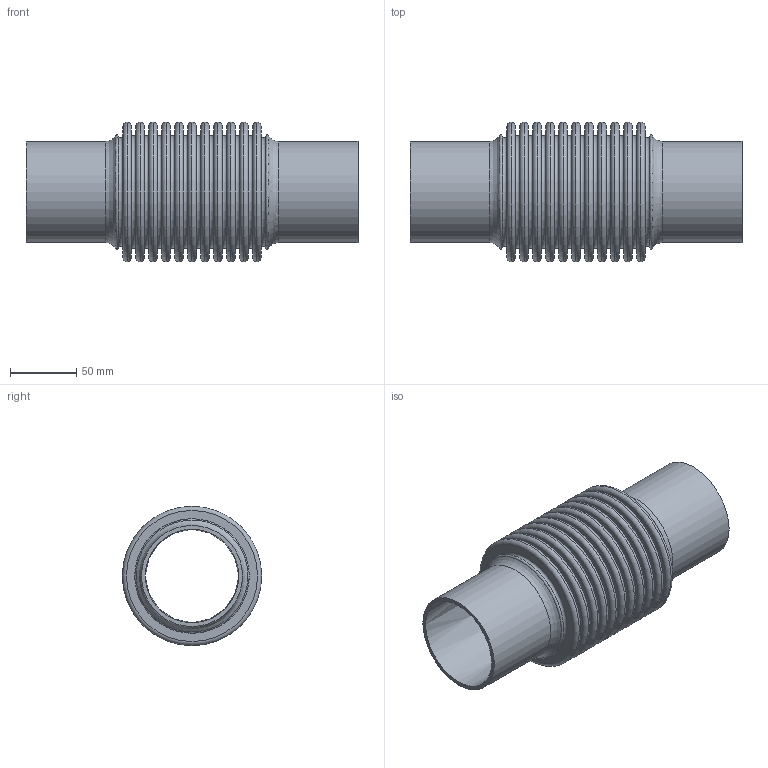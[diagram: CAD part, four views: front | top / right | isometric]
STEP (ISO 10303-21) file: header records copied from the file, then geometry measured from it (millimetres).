
FILE_DESCRIPTION(('HOOPS Exchange Step'),'2;1');
FILE_NAME('KP0502_DN65.stp','2025-11-03T14:09:02+01:00',('nieru'),('Unknown organisation'),'HOOPS Exchange 2024.2','HOOPS Exchange','Unknown authorisation');
FILE_SCHEMA( ('AP203_CONFIGURATION_CONTROLLED_3D_DESIGN_OF_MECHANICAL_PARTS_AND_ASSEMBLIES_MIM_LF') );
Length unit declared in the file: millimetre
Products named in the file (2): 0; root
Assembly tree (1 placements, depth 2):
  root
    0
Bounding box: 250 x 104.98 x 104.98 mm (x, y, z)
Volume: 260938 mm3; surface area: 238627.5 mm2
Topology: 1 solids, 1 shells, 132 faces, 235 edges, 151 vertices
Faces by surface type: torus 76, plane 48, bspline 4, cylinder 4
Full cylindrical faces by diameter (mm): 72.1 x2, 76.1 x2
Entity records: 6444 total; most frequent: CARTESIAN_POINT 3658, DIRECTION 690, ORIENTED_EDGE 470, AXIS2_PLACEMENT_3D 343, EDGE_CURVE 235, CIRCLE 212, EDGE_LOOP 180, FACE_BOUND 180
